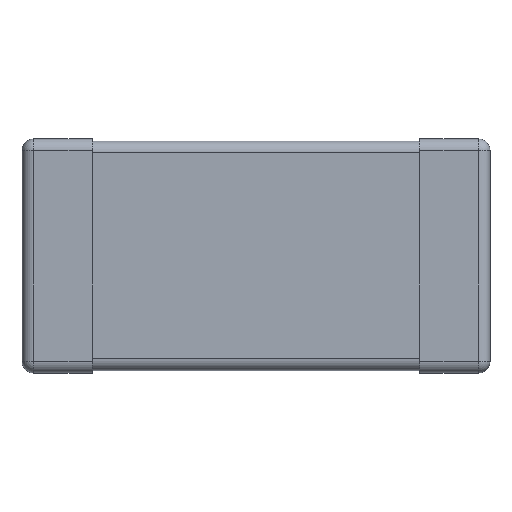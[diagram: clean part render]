
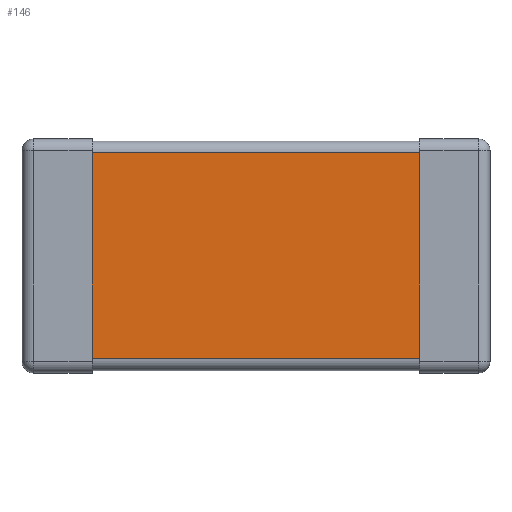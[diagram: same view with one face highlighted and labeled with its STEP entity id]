
A CAD part, top view. The second image highlights one B-rep face of the part: STEP entity #146.
In plain terms, the highlighted planar face has unit normal (0, 0, 1).
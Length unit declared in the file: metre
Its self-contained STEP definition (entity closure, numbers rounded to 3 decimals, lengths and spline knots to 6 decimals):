
#146 = ADVANCED_FACE( '', ( #296 ), #297, .F. );
#296 = FACE_OUTER_BOUND( '', #451, .T. );
#297 = PLANE( '', #452 );
#451 = EDGE_LOOP( '', ( #761, #762, #763, #764 ) );
#452 = AXIS2_PLACEMENT_3D( '', #765, #766, #767 );
#761 = ORIENTED_EDGE( '', *, *, #987, .T. );
#762 = ORIENTED_EDGE( '', *, *, #979, .T. );
#763 = ORIENTED_EDGE( '', *, *, #951, .F. );
#764 = ORIENTED_EDGE( '', *, *, #988, .T. );
#765 = CARTESIAN_POINT( '', ( 0., -0.000245, 0.000199 ) );
#766 = DIRECTION( '', ( 0., 0., -1. ) );
#767 = DIRECTION( '', ( -1., 0., 0. ) );
#951 = EDGE_CURVE( '', #1135, #1137, #1138, .T. );
#979 = EDGE_CURVE( '', #1173, #1137, #1175, .T. );
#987 = EDGE_CURVE( '', #1183, #1173, #1184, .T. );
#988 = EDGE_CURVE( '', #1135, #1183, #1185, .F. );
#1135 = VERTEX_POINT( '', #1366 );
#1137 = VERTEX_POINT( '', #1368 );
#1138 = LINE( '', #1369, #1370 );
#1173 = VERTEX_POINT( '', #1418 );
#1175 = LINE( '', #1420, #1421 );
#1183 = VERTEX_POINT( '', #1430 );
#1184 = LINE( '', #1431, #1432 );
#1185 = LINE( '', #1433, #1434 );
#1366 = CARTESIAN_POINT( '', ( -0.000425, -0.00022, 0.000199 ) );
#1368 = CARTESIAN_POINT( '', ( -0.000425, 0.00022, 0.000199 ) );
#1369 = CARTESIAN_POINT( '', ( -0.000425, -0.000245, 0.000199 ) );
#1370 = VECTOR( '', #1586, 1. );
#1418 = CARTESIAN_POINT( '', ( 0.000425, 0.00022, 0.000199 ) );
#1420 = CARTESIAN_POINT( '', ( -0.000425, 0.00022, 0.000199 ) );
#1421 = VECTOR( '', #1618, 1. );
#1430 = CARTESIAN_POINT( '', ( 0.000425, -0.00022, 0.000199 ) );
#1431 = CARTESIAN_POINT( '', ( 0.000425, -0.000245, 0.000199 ) );
#1432 = VECTOR( '', #1623, 1. );
#1433 = CARTESIAN_POINT( '', ( 0.000425, -0.00022, 0.000199 ) );
#1434 = VECTOR( '', #1624, 1. );
#1586 = DIRECTION( '', ( 0., 1., 0. ) );
#1618 = DIRECTION( '', ( -1., 0., 0. ) );
#1623 = DIRECTION( '', ( 0., 1., 0. ) );
#1624 = DIRECTION( '', ( -1., 0., 0. ) );
